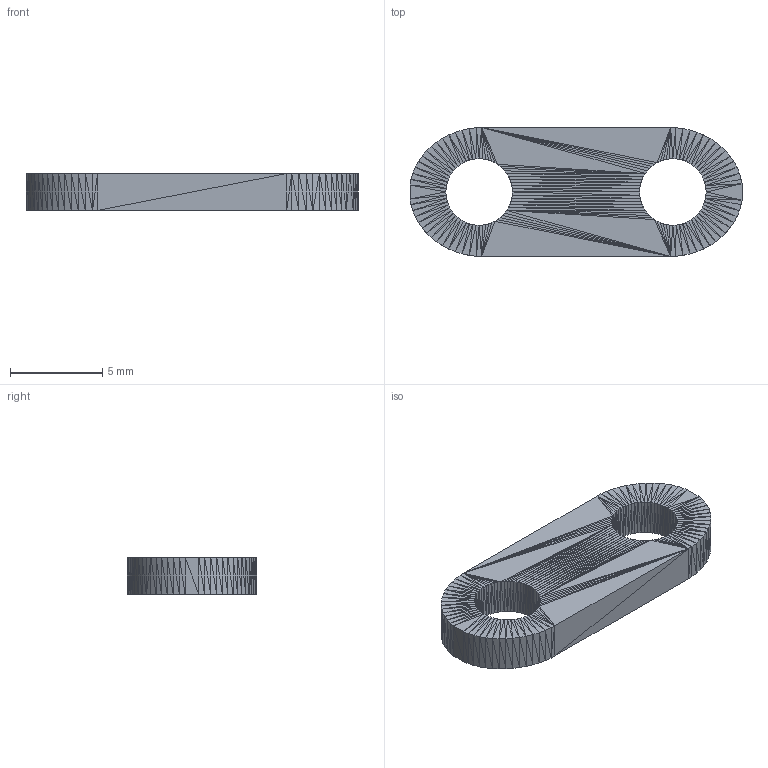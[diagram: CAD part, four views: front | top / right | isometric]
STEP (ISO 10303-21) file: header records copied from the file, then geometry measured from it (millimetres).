
FILE_DESCRIPTION((''),'2;1');
FILE_NAME('steering-right-small-bar', '2025-02-24T13:10:19', (''), (''), 'ImageToStl.com STEP Converter','', '');
FILE_SCHEMA(('AUTOMOTIVE_DESIGN_CC2'));
Length unit declared in the file: metre
Products named in the file (1): product0
Bounding box: 18 x 7 x 2 mm (x, y, z)
Surface area: 320.5 mm2 (no closed solid volume)
Topology: 0 solids, 772 shells, 772 faces, 2316 edges, 384 vertices
Faces by surface type: plane 772
Entity records: 17780 total; most frequent: DIRECTION 3862, ORIENTED_EDGE 2316, EDGE_CURVE 2316, LINE 2316, VECTOR 2316, AXIS2_PLACEMENT_3D 773, FACE_SURFACE 772, PLANE 772
